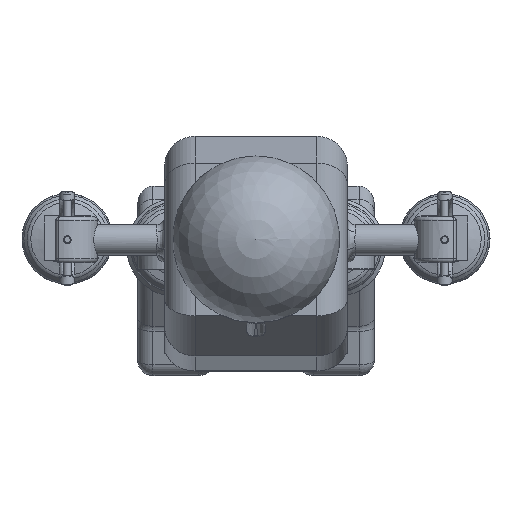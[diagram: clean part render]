
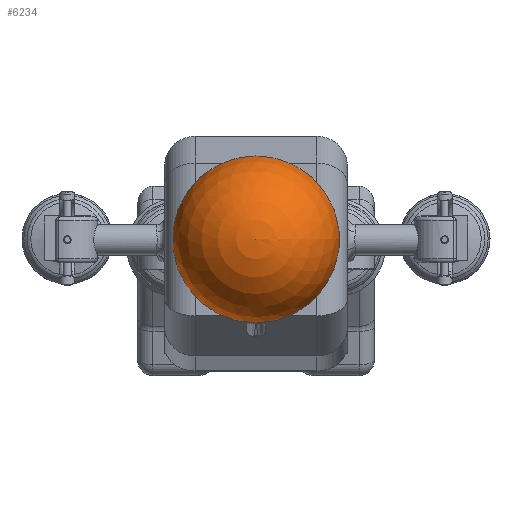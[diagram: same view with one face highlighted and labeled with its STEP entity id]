
A CAD part, top view. The second image highlights one B-rep face of the part: STEP entity #6234.
In plain terms, the highlighted spherical face has radius 110 mm.
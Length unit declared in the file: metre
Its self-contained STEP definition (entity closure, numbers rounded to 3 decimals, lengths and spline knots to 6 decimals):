
#264=SPHERICAL_SURFACE('',#6775,0.11);
#455=CIRCLE('',#6776,0.11);
#456=CIRCLE('',#6777,0.109248);
#457=CIRCLE('',#6778,0.109452);
#458=CIRCLE('',#6779,0.109248);
#459=CIRCLE('',#6780,0.11);
#460=CIRCLE('',#6781,0.092648);
#795=B_SPLINE_CURVE_WITH_KNOTS('',3,(#9751,#9752,#9753,#9754,#9755,#9756,
#9757,#9758,#9759,#9760,#9761,#9762,#9763,#9764,#9765,#9766,#9767,#9768,
#9769,#9770),.UNSPECIFIED.,.F.,.F.,(4,1,1,1,1,1,1,1,1,1,1,1,1,1,1,1,1,4),
(0.,0.006129,0.012259,0.018388,
0.024517,0.030647,0.033711,0.036776,
0.039841,0.041373,0.042905,0.044438,
0.04597,0.046736,0.047502,0.048269,
0.048652,0.049035),.UNSPECIFIED.);
#796=B_SPLINE_CURVE_WITH_KNOTS('',3,(#9772,#9773,#9774,#9775),
 .UNSPECIFIED.,.F.,.F.,(4,4),(0.,0.000073),.UNSPECIFIED.);
#797=B_SPLINE_CURVE_WITH_KNOTS('',3,(#9779,#9780,#9781,#9782),
 .UNSPECIFIED.,.F.,.F.,(4,4),(0.038066,0.044068),
 .UNSPECIFIED.);
#798=B_SPLINE_CURVE_WITH_KNOTS('',3,(#9786,#9787,#9788,#9789),
 .UNSPECIFIED.,.F.,.F.,(4,4),(0.,0.005986),
 .UNSPECIFIED.);
#799=B_SPLINE_CURVE_WITH_KNOTS('',3,(#9793,#9794,#9795,#9796),
 .UNSPECIFIED.,.F.,.F.,(4,4),(0.,0.000073),.UNSPECIFIED.);
#800=B_SPLINE_CURVE_WITH_KNOTS('',3,(#9798,#9799,#9800,#9801,#9802,#9803,
#9804,#9805,#9806,#9807,#9808,#9809,#9810,#9811,#9812,#9813,#9814,#9815,
#9816,#9817),.UNSPECIFIED.,.F.,.F.,(4,1,1,1,1,1,1,1,1,1,1,1,1,1,1,1,1,4),
(0.,0.006129,0.012259,0.018388,0.024517,
0.030647,0.033711,0.036776,0.039841,
0.041373,0.042905,0.044438,0.04597,
0.046736,0.047502,0.048269,0.048652,
0.049035),.UNSPECIFIED.);
#989=ORIENTED_EDGE('',*,*,#2855,.F.);
#990=ORIENTED_EDGE('',*,*,#2856,.T.);
#991=ORIENTED_EDGE('',*,*,#2857,.T.);
#992=ORIENTED_EDGE('',*,*,#2858,.T.);
#993=ORIENTED_EDGE('',*,*,#2859,.T.);
#994=ORIENTED_EDGE('',*,*,#2860,.T.);
#995=ORIENTED_EDGE('',*,*,#2861,.T.);
#996=ORIENTED_EDGE('',*,*,#2862,.T.);
#997=ORIENTED_EDGE('',*,*,#2863,.T.);
#998=ORIENTED_EDGE('',*,*,#2864,.T.);
#999=ORIENTED_EDGE('',*,*,#2865,.T.);
#1000=ORIENTED_EDGE('',*,*,#2866,.T.);
#2855=EDGE_CURVE('',#3787,#3788,#455,.T.);
#2856=EDGE_CURVE('',#3787,#3789,#795,.T.);
#2857=EDGE_CURVE('',#3789,#3790,#796,.T.);
#2858=EDGE_CURVE('',#3790,#3791,#456,.T.);
#2859=EDGE_CURVE('',#3791,#3792,#797,.T.);
#2860=EDGE_CURVE('',#3792,#3793,#457,.T.);
#2861=EDGE_CURVE('',#3793,#3794,#798,.T.);
#2862=EDGE_CURVE('',#3794,#3795,#458,.T.);
#2863=EDGE_CURVE('',#3795,#3796,#799,.F.);
#2864=EDGE_CURVE('',#3796,#3797,#800,.F.);
#2865=EDGE_CURVE('',#3797,#3798,#459,.T.);
#2866=EDGE_CURVE('',#3798,#3788,#460,.T.);
#3787=VERTEX_POINT('',#9749);
#3788=VERTEX_POINT('',#9750);
#3789=VERTEX_POINT('',#9771);
#3790=VERTEX_POINT('',#9776);
#3791=VERTEX_POINT('',#9778);
#3792=VERTEX_POINT('',#9783);
#3793=VERTEX_POINT('',#9785);
#3794=VERTEX_POINT('',#9790);
#3795=VERTEX_POINT('',#9792);
#3796=VERTEX_POINT('',#9797);
#3797=VERTEX_POINT('',#9818);
#3798=VERTEX_POINT('',#9820);
#5117=EDGE_LOOP('',(#989,#990,#991,#992,#993,#994,#995,#996,#997,#998,#999,
#1000));
#5613=FACE_BOUND('',#5117,.T.);
#6234=ADVANCED_FACE('',(#5613),#264,.T.);
#6775=AXIS2_PLACEMENT_3D('',#9747,#7599,#7600);
#6776=AXIS2_PLACEMENT_3D('',#9748,#7601,#7602);
#6777=AXIS2_PLACEMENT_3D('',#9777,#7603,#7604);
#6778=AXIS2_PLACEMENT_3D('',#9784,#7605,#7606);
#6779=AXIS2_PLACEMENT_3D('',#9791,#7607,#7608);
#6780=AXIS2_PLACEMENT_3D('',#9819,#7609,#7610);
#6781=AXIS2_PLACEMENT_3D('',#9821,#7611,#7612);
#7599=DIRECTION('',(0.,0.,-1.));
#7600=DIRECTION('',(1.,0.,0.));
#7601=DIRECTION('',(0.819,-0.574,0.));
#7602=DIRECTION('',(0.,0.,-1.));
#7603=DIRECTION('',(0.,0.,1.));
#7604=DIRECTION('',(1.,0.,0.));
#7605=DIRECTION('',(0.,0.,1.));
#7606=DIRECTION('',(1.,0.,0.));
#7607=DIRECTION('',(0.,0.,1.));
#7608=DIRECTION('',(1.,0.,0.));
#7609=DIRECTION('',(0.819,0.574,0.));
#7610=DIRECTION('',(0.,0.,-1.));
#7611=DIRECTION('',(0.,0.,1.));
#7612=DIRECTION('',(1.,0.,0.));
#9747=CARTESIAN_POINT('',(0.,0.,0.032744));
#9748=CARTESIAN_POINT('',(0.,0.,0.032744));
#9749=CARTESIAN_POINT('',(-0.053683,-0.076668,-0.02505));
#9750=CARTESIAN_POINT('',(-0.053141,-0.075893,-0.026555));
#9751=CARTESIAN_POINT('',(-0.053683,-0.076668,-0.02505));
#9752=CARTESIAN_POINT('',(-0.054307,-0.077558,-0.023289));
#9753=CARTESIAN_POINT('',(-0.055298,-0.079373,-0.019741));
#9754=CARTESIAN_POINT('',(-0.056196,-0.082093,-0.014323));
#9755=CARTESIAN_POINT('',(-0.05661,-0.084752,-0.008791));
#9756=CARTESIAN_POINT('',(-0.056605,-0.087294,-0.003149));
#9757=CARTESIAN_POINT('',(-0.056303,-0.08925,0.001572));
#9758=CARTESIAN_POINT('',(-0.05591,-0.090711,0.005381));
#9759=CARTESIAN_POINT('',(-0.055545,-0.09175,0.008253));
#9760=CARTESIAN_POINT('',(-0.055185,-0.092567,0.01066));
#9761=CARTESIAN_POINT('',(-0.054867,-0.09319,0.012596));
#9762=CARTESIAN_POINT('',(-0.054614,-0.093641,0.014052));
#9763=CARTESIAN_POINT('',(-0.054347,-0.094075,0.015509));
#9764=CARTESIAN_POINT('',(-0.054112,-0.094423,0.016725));
#9765=CARTESIAN_POINT('',(-0.053917,-0.094693,0.017699));
#9766=CARTESIAN_POINT('',(-0.053764,-0.094893,0.018428));
#9767=CARTESIAN_POINT('',(-0.053636,-0.095055,0.019041));
#9768=CARTESIAN_POINT('',(-0.053508,-0.095194,0.019514));
#9769=CARTESIAN_POINT('',(-0.053454,-0.095259,0.019771));
#9770=CARTESIAN_POINT('',(-0.053377,-0.095315,0.019858));
#9771=CARTESIAN_POINT('',(-0.053377,-0.095315,0.019858));
#9772=CARTESIAN_POINT('',(-0.053377,-0.095315,0.019858));
#9773=CARTESIAN_POINT('',(-0.053362,-0.095325,0.019875));
#9774=CARTESIAN_POINT('',(-0.053348,-0.095335,0.019891));
#9775=CARTESIAN_POINT('',(-0.053333,-0.095346,0.019908));
#9776=CARTESIAN_POINT('',(-0.053333,-0.095346,0.019908));
#9777=CARTESIAN_POINT('',(0.,0.,0.019908));
#9778=CARTESIAN_POINT('',(-0.006125,-0.109077,0.019908));
#9779=CARTESIAN_POINT('',(-0.006125,-0.109077,0.019908));
#9780=CARTESIAN_POINT('',(-0.004472,-0.109299,0.021011));
#9781=CARTESIAN_POINT('',(-0.002551,-0.109442,0.021783));
#9782=CARTESIAN_POINT('',(-0.000522,-0.109451,0.021783));
#9783=CARTESIAN_POINT('',(-0.000522,-0.109451,0.021783));
#9784=CARTESIAN_POINT('',(0.,0.,0.021783));
#9785=CARTESIAN_POINT('',(0.000522,-0.109451,0.021783));
#9786=CARTESIAN_POINT('',(0.000522,-0.109451,0.021783));
#9787=CARTESIAN_POINT('',(0.002551,-0.109442,0.021783));
#9788=CARTESIAN_POINT('',(0.004472,-0.109299,0.021011));
#9789=CARTESIAN_POINT('',(0.006125,-0.109077,0.019908));
#9790=CARTESIAN_POINT('',(0.006125,-0.109077,0.019908));
#9791=CARTESIAN_POINT('',(0.,0.,0.019908));
#9792=CARTESIAN_POINT('',(0.053333,-0.095346,0.019908));
#9793=CARTESIAN_POINT('',(0.053377,-0.095315,0.019858));
#9794=CARTESIAN_POINT('',(0.053362,-0.095325,0.019875));
#9795=CARTESIAN_POINT('',(0.053348,-0.095335,0.019891));
#9796=CARTESIAN_POINT('',(0.053333,-0.095346,0.019908));
#9797=CARTESIAN_POINT('',(0.053377,-0.095315,0.019858));
#9798=CARTESIAN_POINT('',(0.053683,-0.076668,-0.02505));
#9799=CARTESIAN_POINT('',(0.054307,-0.077558,-0.023289));
#9800=CARTESIAN_POINT('',(0.055298,-0.079373,-0.019741));
#9801=CARTESIAN_POINT('',(0.056196,-0.082093,-0.014323));
#9802=CARTESIAN_POINT('',(0.05661,-0.084752,-0.008791));
#9803=CARTESIAN_POINT('',(0.056605,-0.087294,-0.003149));
#9804=CARTESIAN_POINT('',(0.056303,-0.08925,0.001572));
#9805=CARTESIAN_POINT('',(0.05591,-0.090711,0.005381));
#9806=CARTESIAN_POINT('',(0.055545,-0.09175,0.008253));
#9807=CARTESIAN_POINT('',(0.055185,-0.092567,0.01066));
#9808=CARTESIAN_POINT('',(0.054867,-0.09319,0.012596));
#9809=CARTESIAN_POINT('',(0.054614,-0.093641,0.014052));
#9810=CARTESIAN_POINT('',(0.054347,-0.094075,0.015509));
#9811=CARTESIAN_POINT('',(0.054112,-0.094423,0.016725));
#9812=CARTESIAN_POINT('',(0.053917,-0.094693,0.017699));
#9813=CARTESIAN_POINT('',(0.053764,-0.094893,0.018428));
#9814=CARTESIAN_POINT('',(0.053636,-0.095055,0.019041));
#9815=CARTESIAN_POINT('',(0.053508,-0.095194,0.019514));
#9816=CARTESIAN_POINT('',(0.053454,-0.095259,0.019771));
#9817=CARTESIAN_POINT('',(0.053377,-0.095315,0.019858));
#9818=CARTESIAN_POINT('',(0.053683,-0.076668,-0.02505));
#9819=CARTESIAN_POINT('',(0.,0.,0.032744));
#9820=CARTESIAN_POINT('',(0.053141,-0.075893,-0.026555));
#9821=CARTESIAN_POINT('',(0.,0.,-0.026555));
